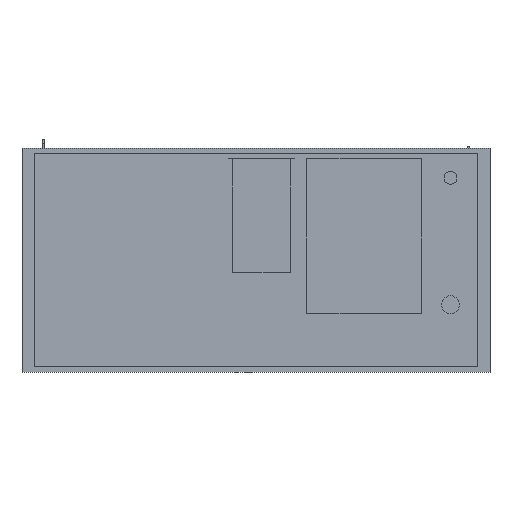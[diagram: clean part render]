
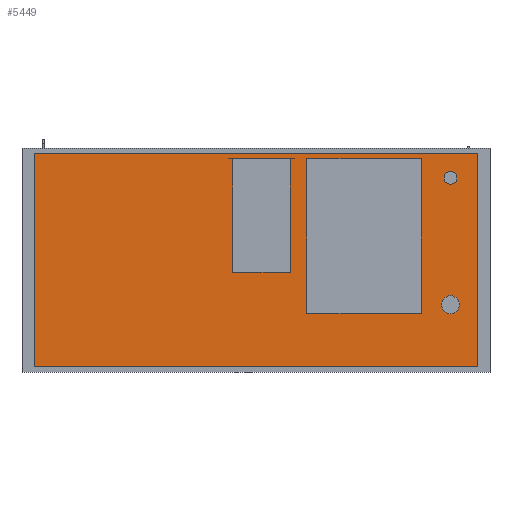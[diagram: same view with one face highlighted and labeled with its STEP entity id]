
A CAD part, front view. The second image highlights one B-rep face of the part: STEP entity #5449.
In plain terms, the highlighted planar face has unit normal (0, -1, 0).
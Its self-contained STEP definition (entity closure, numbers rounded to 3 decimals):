
#263=FACE_BOUND('',#627,.T.);
#286=FACE_OUTER_BOUND('',#626,.T.);
#626=EDGE_LOOP('',(#3652,#3653,#3654,#3655));
#627=EDGE_LOOP('',(#3656,#3657,#3658,#3659));
#958=LINE('',#7873,#1622);
#962=LINE('',#7881,#1626);
#965=LINE('',#7887,#1629);
#968=LINE('',#7892,#1632);
#982=LINE('',#7923,#1646);
#986=LINE('',#7931,#1650);
#989=LINE('',#7937,#1653);
#992=LINE('',#7942,#1656);
#1622=VECTOR('',#6293,10.);
#1626=VECTOR('',#6299,10.);
#1629=VECTOR('',#6304,10.);
#1632=VECTOR('',#6309,10.);
#1646=VECTOR('',#6337,10.);
#1650=VECTOR('',#6343,10.);
#1653=VECTOR('',#6348,10.);
#1656=VECTOR('',#6353,10.);
#2286=VERTEX_POINT('',#7871);
#2287=VERTEX_POINT('',#7872);
#2290=VERTEX_POINT('',#7880);
#2292=VERTEX_POINT('',#7886);
#2302=VERTEX_POINT('',#7921);
#2303=VERTEX_POINT('',#7922);
#2306=VERTEX_POINT('',#7930);
#2308=VERTEX_POINT('',#7936);
#2806=EDGE_CURVE('',#2286,#2287,#958,.T.);
#2810=EDGE_CURVE('',#2287,#2290,#962,.T.);
#2813=EDGE_CURVE('',#2290,#2292,#965,.T.);
#2816=EDGE_CURVE('',#2292,#2286,#968,.T.);
#2830=EDGE_CURVE('',#2302,#2303,#982,.T.);
#2834=EDGE_CURVE('',#2306,#2302,#986,.T.);
#2837=EDGE_CURVE('',#2308,#2306,#989,.T.);
#2840=EDGE_CURVE('',#2303,#2308,#992,.T.);
#3652=ORIENTED_EDGE('',*,*,#2840,.F.);
#3653=ORIENTED_EDGE('',*,*,#2830,.F.);
#3654=ORIENTED_EDGE('',*,*,#2834,.F.);
#3655=ORIENTED_EDGE('',*,*,#2837,.F.);
#3656=ORIENTED_EDGE('',*,*,#2806,.T.);
#3657=ORIENTED_EDGE('',*,*,#2810,.T.);
#3658=ORIENTED_EDGE('',*,*,#2813,.T.);
#3659=ORIENTED_EDGE('',*,*,#2816,.T.);
#5167=PLANE('',#5847);
#5449=ADVANCED_FACE('',(#286,#263),#5167,.F.);
#5847=AXIS2_PLACEMENT_3D('',#7945,#6357,#6358);
#6293=DIRECTION('',(1.,0.,0.));
#6299=DIRECTION('',(0.,0.,-1.));
#6304=DIRECTION('',(-1.,0.,0.));
#6309=DIRECTION('',(0.,0.,1.));
#6337=DIRECTION('',(0.,0.,1.));
#6343=DIRECTION('',(-1.,0.,0.));
#6348=DIRECTION('',(0.,0.,-1.));
#6353=DIRECTION('',(1.,0.,0.));
#6357=DIRECTION('center_axis',(0.,1.,0.));
#6358=DIRECTION('ref_axis',(0.,0.,1.));
#7871=CARTESIAN_POINT('',(-72.5,0.,314.));
#7872=CARTESIAN_POINT('',(106.5,0.,314.));
#7873=CARTESIAN_POINT('',(53.25,0.,314.));
#7880=CARTESIAN_POINT('',(106.5,0.,-38.));
#7881=CARTESIAN_POINT('',(106.5,0.,-19.));
#7886=CARTESIAN_POINT('',(-72.5,0.,-38.));
#7887=CARTESIAN_POINT('',(-36.25,0.,-38.));
#7892=CARTESIAN_POINT('',(-72.5,0.,157.));
#7921=CARTESIAN_POINT('',(-687.5,0.,-330.));
#7922=CARTESIAN_POINT('',(-687.5,0.,330.));
#7923=CARTESIAN_POINT('',(-687.5,0.,-330.));
#7930=CARTESIAN_POINT('',(687.5,0.,-330.));
#7931=CARTESIAN_POINT('',(687.5,0.,-330.));
#7936=CARTESIAN_POINT('',(687.5,0.,330.));
#7937=CARTESIAN_POINT('',(687.5,0.,330.));
#7942=CARTESIAN_POINT('',(-687.5,0.,330.));
#7945=CARTESIAN_POINT('Origin',(0.,0.,0.));
